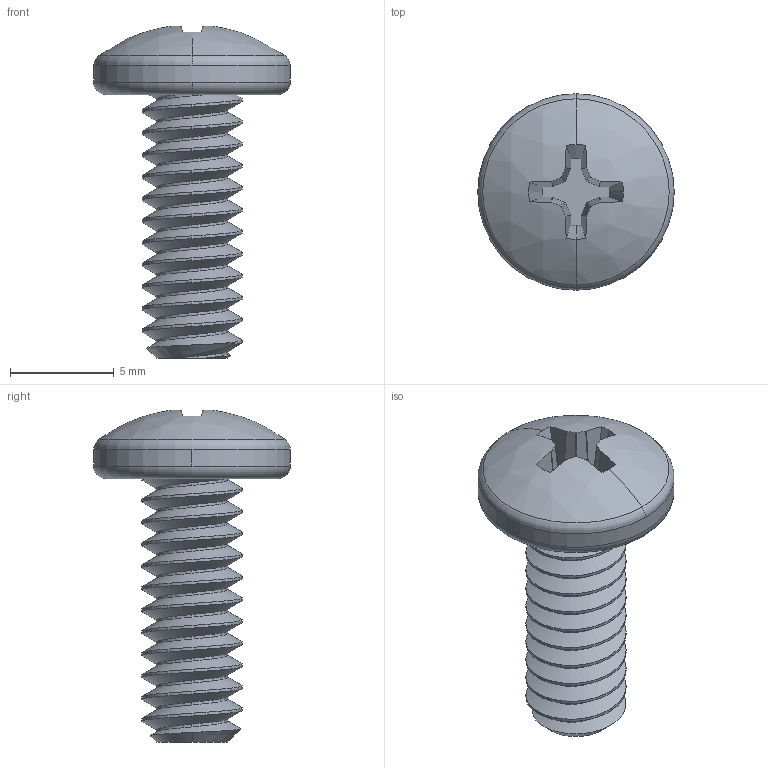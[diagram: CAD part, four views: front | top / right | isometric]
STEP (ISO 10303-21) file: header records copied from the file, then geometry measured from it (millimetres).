
FILE_DESCRIPTION (( 'STEP AP203' ), '1' );
FILE_NAME ('91772A242.step', '2012-05-21T13:36:35', ( 'Admin' ), ( 'Microsoft' ), 'SwSTEP 2.0', 'SolidWorks 2012', '' );
FILE_SCHEMA (( 'CONFIG_CONTROL_DESIGN' ));
Length unit declared in the file: inch
Products named in the file (1): 91772A242
Bounding box: 9.47 x 9.47 x 16.01 mm (x, y, z)
Volume: 333.6 mm3; surface area: 506.6 mm2
Topology: 1 solids, 1 shells, 112 faces, 322 edges, 213 vertices
Faces by surface type: cylinder 75, plane 19, cone 9, torus 4, bspline 3, sphere 2
Entity records: 4846 total; most frequent: CARTESIAN_POINT 2242, ORIENTED_EDGE 644, DIRECTION 436, EDGE_CURVE 322, VERTEX_POINT 213, AXIS2_PLACEMENT_3D 165, EDGE_LOOP 113, FACE_OUTER_BOUND 112
